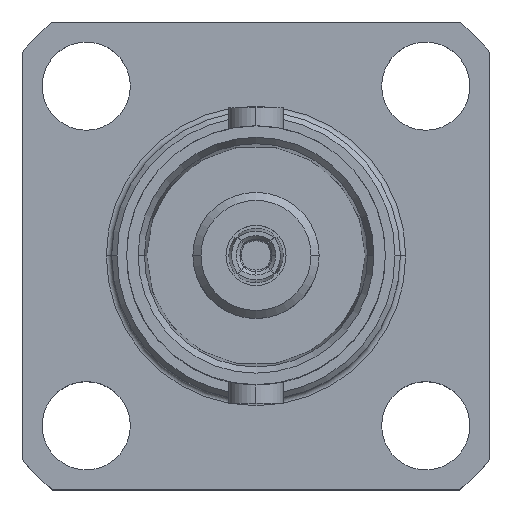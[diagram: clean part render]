
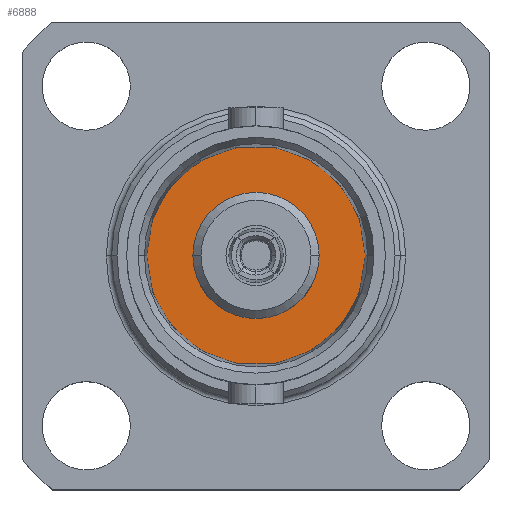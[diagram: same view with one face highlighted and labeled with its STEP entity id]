
A CAD part, top view. The second image highlights one B-rep face of the part: STEP entity #6888.
In plain terms, the highlighted planar face has unit normal (0, 0, 1).
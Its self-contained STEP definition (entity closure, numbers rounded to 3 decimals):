
#653 = PLANE ( 'NONE',  #6221 ) ;
#654 = CARTESIAN_POINT ( 'NONE',  ( 0., 0., -6.379 ) ) ;
#655 = DIRECTION ( 'NONE',  ( 0., 0., -1. ) ) ;
#656 = DIRECTION ( 'NONE',  ( -1., 0., 0. ) ) ;
#1101 = CARTESIAN_POINT ( 'NONE',  ( 0., 0., -6.379 ) ) ;
#1102 = DIRECTION ( 'NONE',  ( 0., 0., -1. ) ) ;
#1103 = DIRECTION ( 'NONE',  ( -1., 0., 0. ) ) ;
#1145 = CARTESIAN_POINT ( 'NONE',  ( 0., 0., -6.379 ) ) ;
#1146 = DIRECTION ( 'NONE',  ( 0., 0., -1. ) ) ;
#1147 = DIRECTION ( 'NONE',  ( -1., 0., 0. ) ) ;
#1148 = CARTESIAN_POINT ( 'NONE',  ( 0., 0., -6.379 ) ) ;
#1149 = DIRECTION ( 'NONE',  ( 0., 0., 1. ) ) ;
#1150 = DIRECTION ( 'NONE',  ( -1., 0., 0. ) ) ;
#1899 = FACE_OUTER_BOUND ( 'NONE', #5527, .T. ) ;
#1900 = FACE_BOUND ( 'NONE', #5536, .T. ) ;
#2747 = DIRECTION ( 'NONE',  ( 0., 0., 1. ) ) ;
#2766 = CARTESIAN_POINT ( 'NONE',  ( 2.36, 0., -6.379 ) ) ;
#2869 = DIRECTION ( 'NONE',  ( -1., 0., 0. ) ) ;
#2884 = CARTESIAN_POINT ( 'NONE',  ( 0., 0., -6.379 ) ) ;
#4167 = EDGE_CURVE ( 'NONE', #5792, #5934, #4819, .T. ) ;
#4348 = CIRCLE ( 'NONE', #4355, 4.089 ) ;
#4355 = AXIS2_PLACEMENT_3D ( 'NONE', #1101, #1102, #1103 ) ;
#4360 = CIRCLE ( 'NONE', #4386, 2.36 ) ;
#4378 = CIRCLE ( 'NONE', #4384, 4.089 ) ;
#4384 = AXIS2_PLACEMENT_3D ( 'NONE', #1145, #1146, #1147 ) ;
#4386 = AXIS2_PLACEMENT_3D ( 'NONE', #1148, #1149, #1150 ) ;
#4753 = AXIS2_PLACEMENT_3D ( 'NONE', #2884, #2747, #2869 ) ;
#4819 = CIRCLE ( 'NONE', #4753, 2.36 ) ;
#4944 = CARTESIAN_POINT ( 'NONE',  ( 4.089, 0., -6.379 ) ) ;
#5101 = CARTESIAN_POINT ( 'NONE',  ( -2.36, 0., -6.379 ) ) ;
#5141 = CARTESIAN_POINT ( 'NONE',  ( -4.089, 0., -6.379 ) ) ;
#5527 = EDGE_LOOP ( 'NONE', ( #6871, #6866 ) ) ;
#5536 = EDGE_LOOP ( 'NONE', ( #6869, #6875 ) ) ;
#5792 = VERTEX_POINT ( 'NONE', #2766 ) ;
#5850 = VERTEX_POINT ( 'NONE', #5141 ) ;
#5934 = VERTEX_POINT ( 'NONE', #5101 ) ;
#5941 = VERTEX_POINT ( 'NONE', #4944 ) ;
#6221 = AXIS2_PLACEMENT_3D ( 'NONE', #654, #655, #656 ) ;
#6866 = ORIENTED_EDGE ( 'NONE', *, *, #7023, .F. ) ;
#6869 = ORIENTED_EDGE ( 'NONE', *, *, #4167, .F. ) ;
#6871 = ORIENTED_EDGE ( 'NONE', *, *, #6989, .F. ) ;
#6875 = ORIENTED_EDGE ( 'NONE', *, *, #7025, .F. ) ;
#6888 = ADVANCED_FACE ( 'NONE', ( #1899, #1900 ), #653, .F. ) ;
#6989 = EDGE_CURVE ( 'NONE', #5941, #5850, #4348, .T. ) ;
#7023 = EDGE_CURVE ( 'NONE', #5850, #5941, #4378, .T. ) ;
#7025 = EDGE_CURVE ( 'NONE', #5934, #5792, #4360, .T. ) ;
